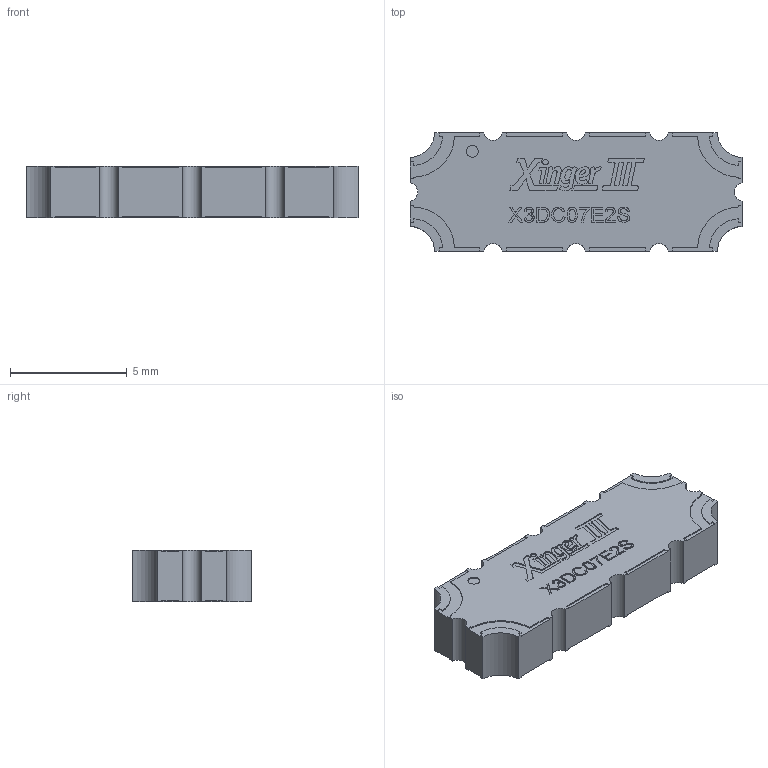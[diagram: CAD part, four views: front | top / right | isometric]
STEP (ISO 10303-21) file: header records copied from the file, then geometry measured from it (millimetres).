
FILE_DESCRIPTION (( 'STEP AP203' ), '1' );
FILE_NAME ('X3DC07E2S.STEP', '2025-06-09T17:30:23', ( '' ), ( '' ), 'SwSTEP 2.0', 'SolidWorks 2023', '' );
FILE_SCHEMA (( 'CONFIG_CONTROL_DESIGN' ));
Length unit declared in the file: inch
Products named in the file (1): X3DC07E2S
Bounding box: 14.22 x 5.08 x 2.21 mm (x, y, z)
Volume: 147.4 mm3; surface area: 227.2 mm2
Topology: 1 solids, 1 shells, 464 faces, 1308 edges, 872 vertices
Faces by surface type: plane 288, cylinder 106, bspline 70
Entity records: 18927 total; most frequent: CARTESIAN_POINT 7099, ORIENTED_EDGE 2616, DIRECTION 2170, EDGE_CURVE 1308, VECTOR 956, LINE 956, VERTEX_POINT 872, AXIS2_PLACEMENT_3D 607
